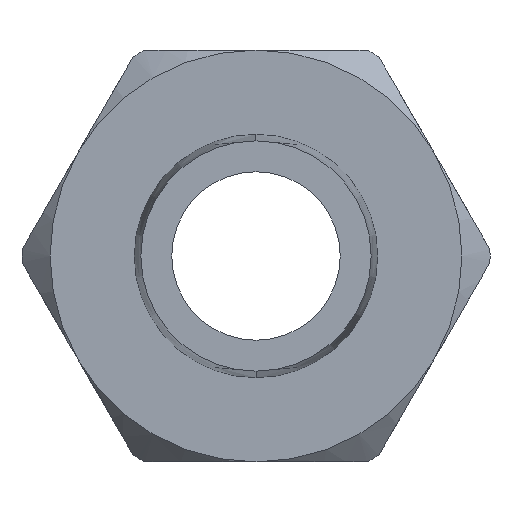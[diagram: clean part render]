
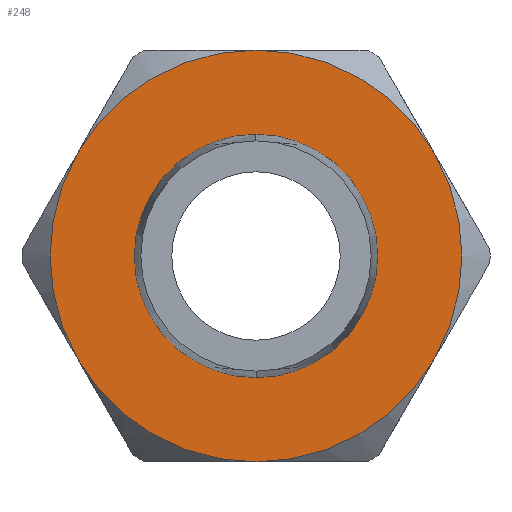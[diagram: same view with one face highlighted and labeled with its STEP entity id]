
A CAD part, left-side view. The second image highlights one B-rep face of the part: STEP entity #248.
In plain terms, the highlighted planar face has unit normal (-1, 0, 0).
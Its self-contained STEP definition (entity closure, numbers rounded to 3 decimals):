
#14 = FACE_BOUND ( 'NONE', #999, .T. ) ;
#19 = AXIS2_PLACEMENT_3D ( 'NONE', #566, #1039, #514 ) ;
#23 = CARTESIAN_POINT ( 'NONE',  ( 15., 0., 0. ) ) ;
#25 = CARTESIAN_POINT ( 'NONE',  ( 15., 9.526, -5.5 ) ) ;
#27 = CARTESIAN_POINT ( 'NONE',  ( 15., 0., -11. ) ) ;
#31 = ORIENTED_EDGE ( 'NONE', *, *, #636, .T. ) ;
#40 = CARTESIAN_POINT ( 'NONE',  ( 15., -9.526, 5.5 ) ) ;
#47 = DIRECTION ( 'NONE',  ( -1., 0., 0. ) ) ;
#49 = AXIS2_PLACEMENT_3D ( 'NONE', #783, #958, #162 ) ;
#51 = EDGE_CURVE ( 'NONE', #673, #842, #1099, .T. ) ;
#60 = ORIENTED_EDGE ( 'NONE', *, *, #51, .F. ) ;
#68 = DIRECTION ( 'NONE',  ( -1., 0., 0. ) ) ;
#97 = DIRECTION ( 'NONE',  ( 1., 0., 0. ) ) ;
#112 = DIRECTION ( 'NONE',  ( -1., 0., 0. ) ) ;
#123 = VERTEX_POINT ( 'NONE', #432 ) ;
#130 = CIRCLE ( 'NONE', #458, 11. ) ;
#145 = CARTESIAN_POINT ( 'NONE',  ( 15., 0., -6.5 ) ) ;
#162 = DIRECTION ( 'NONE',  ( 0., 0., 1. ) ) ;
#183 = VERTEX_POINT ( 'NONE', #878 ) ;
#185 = PLANE ( 'NONE',  #704 ) ;
#200 = VERTEX_POINT ( 'NONE', #961 ) ;
#203 = CIRCLE ( 'NONE', #859, 11. ) ;
#223 = CIRCLE ( 'NONE', #1090, 6.5 ) ;
#248 = ADVANCED_FACE ( 'NONE', ( #14, #714 ), #185, .F. ) ;
#253 = CARTESIAN_POINT ( 'NONE',  ( 15., 0., 0. ) ) ;
#266 = DIRECTION ( 'NONE',  ( -1., 0., 0. ) ) ;
#281 = DIRECTION ( 'NONE',  ( -1., 0., 0. ) ) ;
#314 = CIRCLE ( 'NONE', #997, 11. ) ;
#363 = AXIS2_PLACEMENT_3D ( 'NONE', #253, #68, #672 ) ;
#380 = CIRCLE ( 'NONE', #363, 11. ) ;
#397 = CARTESIAN_POINT ( 'NONE',  ( 15., 0., 0. ) ) ;
#432 = CARTESIAN_POINT ( 'NONE',  ( 15., 9.526, 5.5 ) ) ;
#458 = AXIS2_PLACEMENT_3D ( 'NONE', #717, #281, #534 ) ;
#471 = EDGE_CURVE ( 'NONE', #615, #200, #130, .T. ) ;
#500 = DIRECTION ( 'NONE',  ( 0., 0., 1. ) ) ;
#514 = DIRECTION ( 'NONE',  ( 0., 0., 1. ) ) ;
#534 = DIRECTION ( 'NONE',  ( 0., 0., 1. ) ) ;
#551 = ORIENTED_EDGE ( 'NONE', *, *, #816, .T. ) ;
#555 = CIRCLE ( 'NONE', #1057, 11. ) ;
#560 = VERTEX_POINT ( 'NONE', #40 ) ;
#566 = CARTESIAN_POINT ( 'NONE',  ( 15., 0., 0. ) ) ;
#578 = EDGE_CURVE ( 'NONE', #183, #123, #555, .T. ) ;
#601 = EDGE_CURVE ( 'NONE', #200, #560, #314, .T. ) ;
#607 = CARTESIAN_POINT ( 'NONE',  ( 15., 0., 0. ) ) ;
#615 = VERTEX_POINT ( 'NONE', #27 ) ;
#636 = EDGE_CURVE ( 'NONE', #845, #615, #927, .T. ) ;
#641 = ORIENTED_EDGE ( 'NONE', *, *, #775, .T. ) ;
#665 = DIRECTION ( 'NONE',  ( 0., 0., 1. ) ) ;
#672 = DIRECTION ( 'NONE',  ( 0., 0., 1. ) ) ;
#673 = VERTEX_POINT ( 'NONE', #145 ) ;
#685 = EDGE_CURVE ( 'NONE', #842, #673, #223, .T. ) ;
#704 = AXIS2_PLACEMENT_3D ( 'NONE', #893, #97, #805 ) ;
#714 = FACE_OUTER_BOUND ( 'NONE', #895, .T. ) ;
#717 = CARTESIAN_POINT ( 'NONE',  ( 15., 0., 0. ) ) ;
#733 = CARTESIAN_POINT ( 'NONE',  ( 15., 0., 6.5 ) ) ;
#759 = DIRECTION ( 'NONE',  ( -1., 0., 0. ) ) ;
#775 = EDGE_CURVE ( 'NONE', #560, #183, #380, .T. ) ;
#779 = ORIENTED_EDGE ( 'NONE', *, *, #471, .T. ) ;
#783 = CARTESIAN_POINT ( 'NONE',  ( 15., 0., 0. ) ) ;
#805 = DIRECTION ( 'NONE',  ( 0., 0., -1. ) ) ;
#816 = EDGE_CURVE ( 'NONE', #123, #845, #203, .T. ) ;
#842 = VERTEX_POINT ( 'NONE', #733 ) ;
#845 = VERTEX_POINT ( 'NONE', #25 ) ;
#859 = AXIS2_PLACEMENT_3D ( 'NONE', #1001, #266, #1146 ) ;
#878 = CARTESIAN_POINT ( 'NONE',  ( 15., 0., 11. ) ) ;
#893 = CARTESIAN_POINT ( 'NONE',  ( 15., 0., 0. ) ) ;
#895 = EDGE_LOOP ( 'NONE', ( #31, #779, #1106, #641, #903, #551 ) ) ;
#903 = ORIENTED_EDGE ( 'NONE', *, *, #578, .T. ) ;
#916 = DIRECTION ( 'NONE',  ( 0., 0., 1. ) ) ;
#927 = CIRCLE ( 'NONE', #19, 11. ) ;
#958 = DIRECTION ( 'NONE',  ( -1., 0., 0. ) ) ;
#961 = CARTESIAN_POINT ( 'NONE',  ( 15., -9.526, -5.5 ) ) ;
#997 = AXIS2_PLACEMENT_3D ( 'NONE', #397, #112, #916 ) ;
#999 = EDGE_LOOP ( 'NONE', ( #1068, #60 ) ) ;
#1001 = CARTESIAN_POINT ( 'NONE',  ( 15., 0., 0. ) ) ;
#1039 = DIRECTION ( 'NONE',  ( -1., 0., 0. ) ) ;
#1057 = AXIS2_PLACEMENT_3D ( 'NONE', #23, #47, #665 ) ;
#1068 = ORIENTED_EDGE ( 'NONE', *, *, #685, .F. ) ;
#1090 = AXIS2_PLACEMENT_3D ( 'NONE', #607, #759, #500 ) ;
#1099 = CIRCLE ( 'NONE', #49, 6.5 ) ;
#1106 = ORIENTED_EDGE ( 'NONE', *, *, #601, .T. ) ;
#1146 = DIRECTION ( 'NONE',  ( 0., 0., 1. ) ) ;
